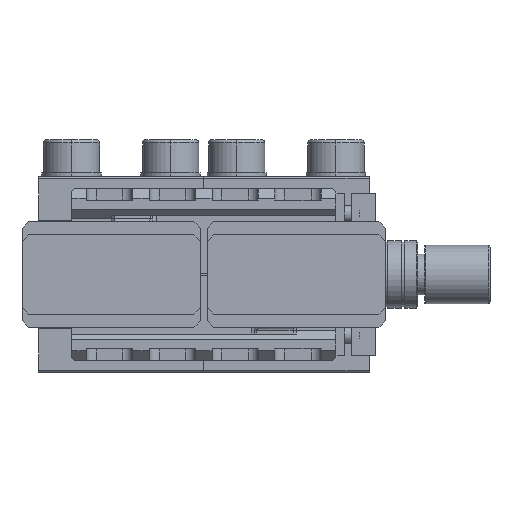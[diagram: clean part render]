
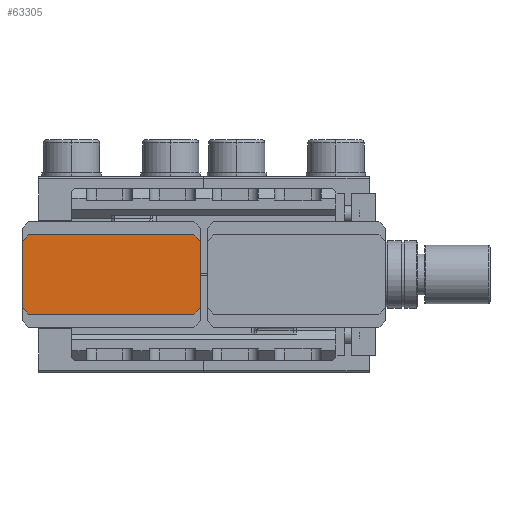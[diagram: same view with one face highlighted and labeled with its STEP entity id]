
A CAD part, front view. The second image highlights one B-rep face of the part: STEP entity #63305.
In plain terms, the highlighted planar face has unit normal (0, -1, 0).
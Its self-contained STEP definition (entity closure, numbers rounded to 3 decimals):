
#62222=DIRECTION('',(0.,0.,1.));
#62223=VECTOR('',#62222,10.);
#62224=CARTESIAN_POINT('',(0.5,-18.,-5.));
#62225=LINE('',#62224,#62223);
#62271=DIRECTION('',(-0.707,0.,-0.707));
#62272=VECTOR('',#62271,1.414);
#62273=CARTESIAN_POINT('',(1.5,-18.,6.));
#62274=LINE('',#62273,#62272);
#62278=DIRECTION('',(-1.,0.,0.));
#62279=VECTOR('',#62278,25.);
#62280=CARTESIAN_POINT('',(26.5,-18.,6.));
#62281=LINE('',#62280,#62279);
#62285=DIRECTION('',(-0.707,0.,0.707));
#62286=VECTOR('',#62285,1.414);
#62287=CARTESIAN_POINT('',(27.5,-18.,5.));
#62288=LINE('',#62287,#62286);
#62292=DIRECTION('',(0.707,0.,0.707));
#62293=VECTOR('',#62292,1.414);
#62294=CARTESIAN_POINT('',(26.5,-18.,-6.));
#62295=LINE('',#62294,#62293);
#62299=DIRECTION('',(1.,0.,0.));
#62300=VECTOR('',#62299,25.);
#62301=CARTESIAN_POINT('',(1.5,-18.,-6.));
#62302=LINE('',#62301,#62300);
#62306=DIRECTION('',(0.707,0.,-0.707));
#62307=VECTOR('',#62306,1.414);
#62308=CARTESIAN_POINT('',(0.5,-18.,-5.));
#62309=LINE('',#62308,#62307);
#62411=DIRECTION('',(0.,0.,-1.));
#62412=VECTOR('',#62411,10.);
#62413=CARTESIAN_POINT('',(27.5,-18.,5.));
#62414=LINE('',#62413,#62412);
#62871=CARTESIAN_POINT('',(1.5,-18.,6.));
#62872=CARTESIAN_POINT('',(0.5,-18.,5.));
#62873=VERTEX_POINT('',#62871);
#62874=VERTEX_POINT('',#62872);
#62879=CARTESIAN_POINT('',(0.5,-18.,-5.));
#62880=VERTEX_POINT('',#62879);
#62881=CARTESIAN_POINT('',(1.5,-18.,-6.));
#62882=VERTEX_POINT('',#62881);
#62883=CARTESIAN_POINT('',(26.5,-18.,-6.));
#62884=VERTEX_POINT('',#62883);
#62885=CARTESIAN_POINT('',(27.5,-18.,-5.));
#62886=VERTEX_POINT('',#62885);
#62887=CARTESIAN_POINT('',(27.5,-18.,5.));
#62888=VERTEX_POINT('',#62887);
#62889=CARTESIAN_POINT('',(26.5,-18.,6.));
#62890=VERTEX_POINT('',#62889);
#63284=CARTESIAN_POINT('',(18.,-18.,6.5));
#63285=DIRECTION('',(0.,-1.,0.));
#63286=DIRECTION('',(0.,0.,1.));
#63287=AXIS2_PLACEMENT_3D('',#63284,#63285,#63286);
#63288=PLANE('',#63287);
#63289=ORIENTED_EDGE('',*,*,#63274,.F.);
#63291=ORIENTED_EDGE('',*,*,#63290,.F.);
#63293=ORIENTED_EDGE('',*,*,#63292,.F.);
#63295=ORIENTED_EDGE('',*,*,#63294,.T.);
#63297=ORIENTED_EDGE('',*,*,#63296,.F.);
#63299=ORIENTED_EDGE('',*,*,#63298,.F.);
#63301=ORIENTED_EDGE('',*,*,#63300,.F.);
#63302=ORIENTED_EDGE('',*,*,#63251,.T.);
#63303=EDGE_LOOP('',(#63289,#63291,#63293,#63295,#63297,#63299,#63301,#63302));
#63304=FACE_OUTER_BOUND('',#63303,.F.);
#63305=ADVANCED_FACE('',(#63304),#63288,.T.);
#63251=EDGE_CURVE('',#62880,#62874,#62225,.T.);
#63274=EDGE_CURVE('',#62873,#62874,#62274,.T.);
#63290=EDGE_CURVE('',#62890,#62873,#62281,.T.);
#63292=EDGE_CURVE('',#62888,#62890,#62288,.T.);
#63294=EDGE_CURVE('',#62888,#62886,#62414,.T.);
#63296=EDGE_CURVE('',#62884,#62886,#62295,.T.);
#63298=EDGE_CURVE('',#62882,#62884,#62302,.T.);
#63300=EDGE_CURVE('',#62880,#62882,#62309,.T.);
